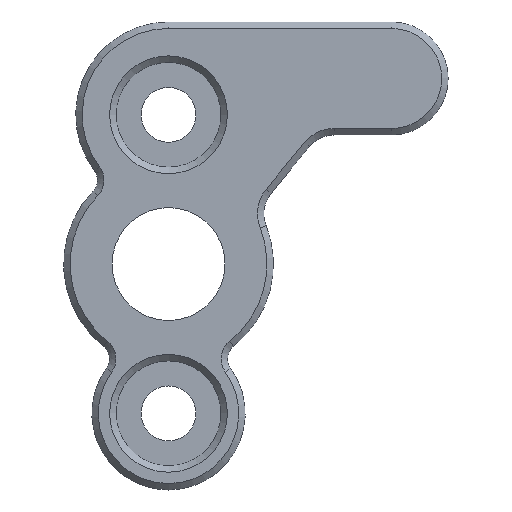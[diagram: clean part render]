
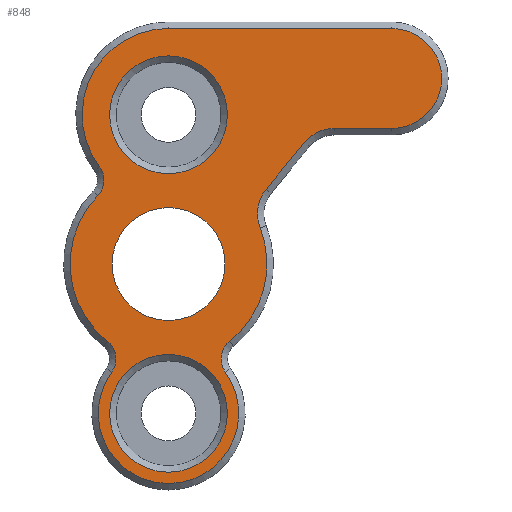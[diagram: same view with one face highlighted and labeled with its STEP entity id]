
A CAD part, left-side view. The second image highlights one B-rep face of the part: STEP entity #848.
In plain terms, the highlighted planar face has unit normal (-1, 0, 0).
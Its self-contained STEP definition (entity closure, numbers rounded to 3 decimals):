
#15=FACE_BOUND('',#203,.T.);
#16=FACE_BOUND('',#204,.T.);
#17=FACE_BOUND('',#205,.T.);
#40=CIRCLE('',#900,2.4);
#43=CIRCLE('',#904,6.1);
#44=CIRCLE('',#906,1.4);
#47=CIRCLE('',#910,4.35);
#48=CIRCLE('',#912,1.4);
#51=CIRCLE('',#916,6.1);
#52=CIRCLE('',#918,1.4);
#55=CIRCLE('',#922,5.35);
#57=CIRCLE('',#926,3.1);
#58=CIRCLE('',#929,2.4);
#66=CIRCLE('',#945,3.65);
#67=CIRCLE('',#946,3.5);
#68=CIRCLE('',#947,3.65);
#146=FACE_OUTER_BOUND('',#202,.T.);
#202=EDGE_LOOP('',(#648,#649,#650,#651,#652,#653,#654,#655,#656,#657,#658,
#659,#660));
#203=EDGE_LOOP('',(#661));
#204=EDGE_LOOP('',(#662));
#205=EDGE_LOOP('',(#663));
#250=LINE('',#1320,#313);
#261=LINE('',#1374,#324);
#265=LINE('',#1386,#328);
#313=VECTOR('',#1021,10.);
#324=VECTOR('',#1082,10.);
#328=VECTOR('',#1094,10.);
#374=VERTEX_POINT('',#1314);
#376=VERTEX_POINT('',#1318);
#377=VERTEX_POINT('',#1322);
#380=VERTEX_POINT('',#1329);
#381=VERTEX_POINT('',#1334);
#384=VERTEX_POINT('',#1341);
#385=VERTEX_POINT('',#1346);
#388=VERTEX_POINT('',#1353);
#389=VERTEX_POINT('',#1358);
#392=VERTEX_POINT('',#1365);
#394=VERTEX_POINT('',#1371);
#396=VERTEX_POINT('',#1377);
#398=VERTEX_POINT('',#1383);
#407=VERTEX_POINT('',#1421);
#408=VERTEX_POINT('',#1423);
#409=VERTEX_POINT('',#1425);
#448=EDGE_CURVE('',#374,#376,#250,.T.);
#449=EDGE_CURVE('',#377,#374,#40,.T.);
#454=EDGE_CURVE('',#380,#377,#43,.T.);
#455=EDGE_CURVE('',#381,#380,#44,.T.);
#460=EDGE_CURVE('',#384,#381,#47,.T.);
#461=EDGE_CURVE('',#385,#384,#48,.T.);
#466=EDGE_CURVE('',#388,#385,#51,.T.);
#467=EDGE_CURVE('',#389,#388,#52,.T.);
#472=EDGE_CURVE('',#392,#389,#55,.T.);
#475=EDGE_CURVE('',#394,#392,#261,.T.);
#478=EDGE_CURVE('',#396,#394,#57,.T.);
#481=EDGE_CURVE('',#398,#396,#265,.T.);
#482=EDGE_CURVE('',#376,#398,#58,.T.);
#499=EDGE_CURVE('',#407,#407,#66,.T.);
#500=EDGE_CURVE('',#408,#408,#67,.T.);
#501=EDGE_CURVE('',#409,#409,#68,.T.);
#648=ORIENTED_EDGE('',*,*,#448,.T.);
#649=ORIENTED_EDGE('',*,*,#482,.T.);
#650=ORIENTED_EDGE('',*,*,#481,.T.);
#651=ORIENTED_EDGE('',*,*,#478,.T.);
#652=ORIENTED_EDGE('',*,*,#475,.T.);
#653=ORIENTED_EDGE('',*,*,#472,.T.);
#654=ORIENTED_EDGE('',*,*,#467,.T.);
#655=ORIENTED_EDGE('',*,*,#466,.T.);
#656=ORIENTED_EDGE('',*,*,#461,.T.);
#657=ORIENTED_EDGE('',*,*,#460,.T.);
#658=ORIENTED_EDGE('',*,*,#455,.T.);
#659=ORIENTED_EDGE('',*,*,#454,.T.);
#660=ORIENTED_EDGE('',*,*,#449,.T.);
#661=ORIENTED_EDGE('',*,*,#499,.T.);
#662=ORIENTED_EDGE('',*,*,#500,.T.);
#663=ORIENTED_EDGE('',*,*,#501,.T.);
#818=PLANE('',#944);
#848=ADVANCED_FACE('',(#146,#15,#16,#17),#818,.F.);
#900=AXIS2_PLACEMENT_3D('',#1323,#1024,#1025);
#904=AXIS2_PLACEMENT_3D('',#1332,#1034,#1035);
#906=AXIS2_PLACEMENT_3D('',#1335,#1038,#1039);
#910=AXIS2_PLACEMENT_3D('',#1344,#1048,#1049);
#912=AXIS2_PLACEMENT_3D('',#1347,#1052,#1053);
#916=AXIS2_PLACEMENT_3D('',#1356,#1062,#1063);
#918=AXIS2_PLACEMENT_3D('',#1359,#1066,#1067);
#922=AXIS2_PLACEMENT_3D('',#1368,#1076,#1077);
#926=AXIS2_PLACEMENT_3D('',#1380,#1088,#1089);
#929=AXIS2_PLACEMENT_3D('',#1388,#1097,#1098);
#944=AXIS2_PLACEMENT_3D('',#1420,#1136,#1137);
#945=AXIS2_PLACEMENT_3D('',#1422,#1138,#1139);
#946=AXIS2_PLACEMENT_3D('',#1424,#1140,#1141);
#947=AXIS2_PLACEMENT_3D('',#1426,#1142,#1143);
#1021=DIRECTION('',(0.,-0.635,0.773));
#1024=DIRECTION('center_axis',(1.,0.,0.));
#1025=DIRECTION('ref_axis',(0.,0.988,0.155));
#1034=DIRECTION('center_axis',(-1.,0.,0.));
#1035=DIRECTION('ref_axis',(0.,-1.,0.));
#1038=DIRECTION('center_axis',(1.,0.,0.));
#1039=DIRECTION('ref_axis',(0.,0.991,0.137));
#1048=DIRECTION('center_axis',(-1.,0.,0.));
#1049=DIRECTION('ref_axis',(0.,-1.,0.));
#1052=DIRECTION('center_axis',(1.,0.,0.));
#1053=DIRECTION('ref_axis',(0.,-0.991,0.137));
#1062=DIRECTION('center_axis',(-1.,0.,0.));
#1063=DIRECTION('ref_axis',(0.,1.,0.));
#1066=DIRECTION('center_axis',(1.,0.,0.));
#1067=DIRECTION('ref_axis',(0.,-0.998,-0.062));
#1076=DIRECTION('center_axis',(-1.,0.,0.));
#1077=DIRECTION('ref_axis',(0.,1.,0.));
#1082=DIRECTION('',(0.,1.,0.));
#1088=DIRECTION('center_axis',(-1.,0.,0.));
#1089=DIRECTION('ref_axis',(0.,-1.,0.));
#1094=DIRECTION('',(0.,-1.,0.));
#1097=DIRECTION('center_axis',(1.,0.,0.));
#1098=DIRECTION('ref_axis',(0.,0.427,0.904));
#1136=DIRECTION('center_axis',(1.,0.,0.));
#1137=DIRECTION('ref_axis',(0.,-1.,0.));
#1138=DIRECTION('center_axis',(1.,0.,0.));
#1139=DIRECTION('ref_axis',(0.,1.,0.));
#1140=DIRECTION('center_axis',(1.,0.,0.));
#1141=DIRECTION('ref_axis',(0.,-1.,0.));
#1142=DIRECTION('center_axis',(1.,0.,0.));
#1143=DIRECTION('ref_axis',(0.,1.,0.));
#1314=CARTESIAN_POINT('',(-27.575,-6.052,4.642));
#1318=CARTESIAN_POINT('',(-27.575,-8.418,7.523));
#1320=CARTESIAN_POINT('',(-27.575,-5.178,3.578));
#1322=CARTESIAN_POINT('',(-27.575,-5.674,2.238));
#1323=CARTESIAN_POINT('Origin',(-27.575,-7.907,3.119));
#1329=CARTESIAN_POINT('',(-27.575,-3.788,-4.781));
#1332=CARTESIAN_POINT('Origin',(-27.575,0.,0.));
#1334=CARTESIAN_POINT('',(-27.575,-3.524,-6.699));
#1335=CARTESIAN_POINT('Origin',(-27.575,-4.658,-5.878));
#1341=CARTESIAN_POINT('',(-27.575,3.524,-6.699));
#1344=CARTESIAN_POINT('Origin',(-27.575,0.,-9.25));
#1346=CARTESIAN_POINT('',(-27.575,3.788,-4.781));
#1347=CARTESIAN_POINT('Origin',(-27.575,4.658,-5.878));
#1353=CARTESIAN_POINT('',(-27.575,4.394,4.232));
#1356=CARTESIAN_POINT('Origin',(-27.575,0.,0.));
#1358=CARTESIAN_POINT('',(-27.575,4.282,6.042));
#1359=CARTESIAN_POINT('Origin',(-27.575,5.402,5.203));
#1365=CARTESIAN_POINT('',(-27.575,0.,14.6));
#1368=CARTESIAN_POINT('Origin',(-27.575,0.,9.25));
#1371=CARTESIAN_POINT('',(-27.575,-13.827,14.6));
#1374=CARTESIAN_POINT('',(-27.575,0.,14.6));
#1377=CARTESIAN_POINT('',(-27.575,-13.827,8.4));
#1380=CARTESIAN_POINT('Origin',(-27.575,-13.827,11.5));
#1383=CARTESIAN_POINT('',(-27.575,-10.273,8.4));
#1386=CARTESIAN_POINT('',(-27.575,-6.914,8.4));
#1388=CARTESIAN_POINT('Origin',(-27.575,-10.273,6.));
#1420=CARTESIAN_POINT('Origin',(-27.575,0.,0.));
#1421=CARTESIAN_POINT('',(-27.575,-3.65,-9.25));
#1422=CARTESIAN_POINT('Origin',(-27.575,0.,-9.25));
#1423=CARTESIAN_POINT('',(-27.575,3.5,0.));
#1424=CARTESIAN_POINT('Origin',(-27.575,0.,0.));
#1425=CARTESIAN_POINT('',(-27.575,-3.65,9.25));
#1426=CARTESIAN_POINT('Origin',(-27.575,0.,9.25));
